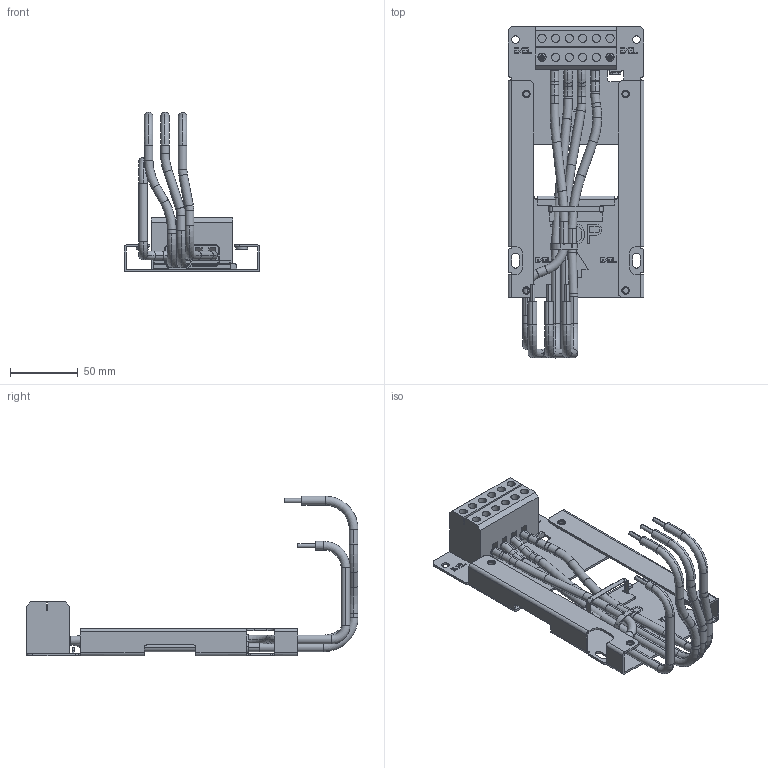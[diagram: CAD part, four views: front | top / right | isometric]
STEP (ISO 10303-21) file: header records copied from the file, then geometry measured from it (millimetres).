
FILE_DESCRIPTION (( 'STEP AP214' ), '1' );
FILE_NAME ('MKM-MAPC-PD-3D00 bfXT R2.STEP', '2020-03-05T00:46:33', ( '' ), ( '' ), 'SwSTEP 2.0', 'SolidWorks 2017', '' );
FILE_SCHEMA (( 'AUTOMOTIVE_DESIGN' ));
Length unit declared in the file: inch
Products named in the file (1): MKM-MAPC-PD-3D00 bfXT R2
Bounding box: 100 x 244.2 x 117.4 mm (x, y, z)
Volume: 142929.3 mm3; surface area: 106614.1 mm2
Topology: 16 solids, 16 shells, 1118 faces, 2954 edges, 1920 vertices
Faces by surface type: plane 606, cylinder 288, bspline 118, torus 74, cone 32
Entity records: 35767 total; most frequent: CARTESIAN_POINT 7901, ORIENTED_EDGE 5908, DIRECTION 5430, EDGE_CURVE 2954, LINE 1924, VECTOR 1924, VERTEX_POINT 1920, AXIS2_PLACEMENT_3D 1753
